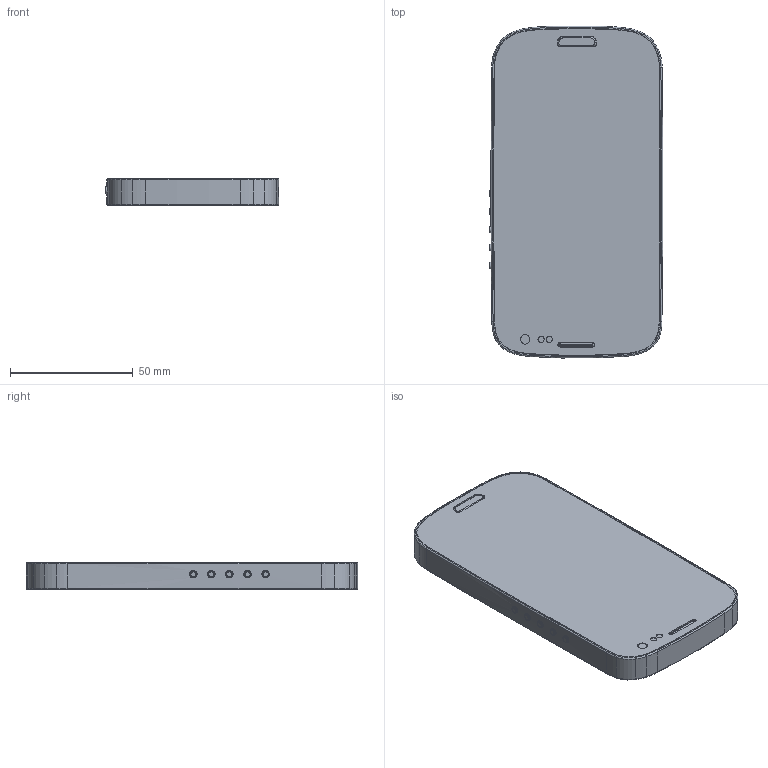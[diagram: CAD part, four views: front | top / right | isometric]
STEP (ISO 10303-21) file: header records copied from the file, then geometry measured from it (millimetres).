
FILE_DESCRIPTION((''),'2;1');
FILE_NAME('0-SJK_ASM','2020-12-21T',('Administrator'),(''),'PRO/ENGINEER BY PARAMETRIC TECHNOLOGY CORPORATION, 2005030','PRO/ENGINEER BY PARAMETRIC TECHNOLOGY CORPORATION, 2005030','');
FILE_SCHEMA(('CONFIG_CONTROL_DESIGN','SHAPE_APPEARANCE_LAYERS_GROUPS'));
Length unit declared in the file: millimetre
Products named in the file (11): PM; PM2; PCB; XE; A; B; C; ANNIU; TPCY; DIANCHI; 0-SJK_ASM
Assembly tree (14 placements, depth 2):
  0-SJK_ASM
    PM
    PM2
    PCB
    XE
    A
    B
    C
    ANNIU  x5
    TPCY
    DIANCHI
Bounding box: 70.71 x 135.24 x 10.97 mm (x, y, z)
Volume: 57737.3 mm3; surface area: 85285 mm2
Topology: 7 solids, 7 shells, 624 faces, 1610 edges, 1043 vertices
Faces by surface type: cylinder 294, plane 258, torus 58, bspline 14
Entity records: 22644 total; most frequent: CARTESIAN_POINT 4285, DIRECTION 3541, ORIENTED_EDGE 3220, EDGE_CURVE 1610, AXIS2_PLACEMENT_3D 1355, VERTEX_POINT 1043, VECTOR 831, LINE 831
